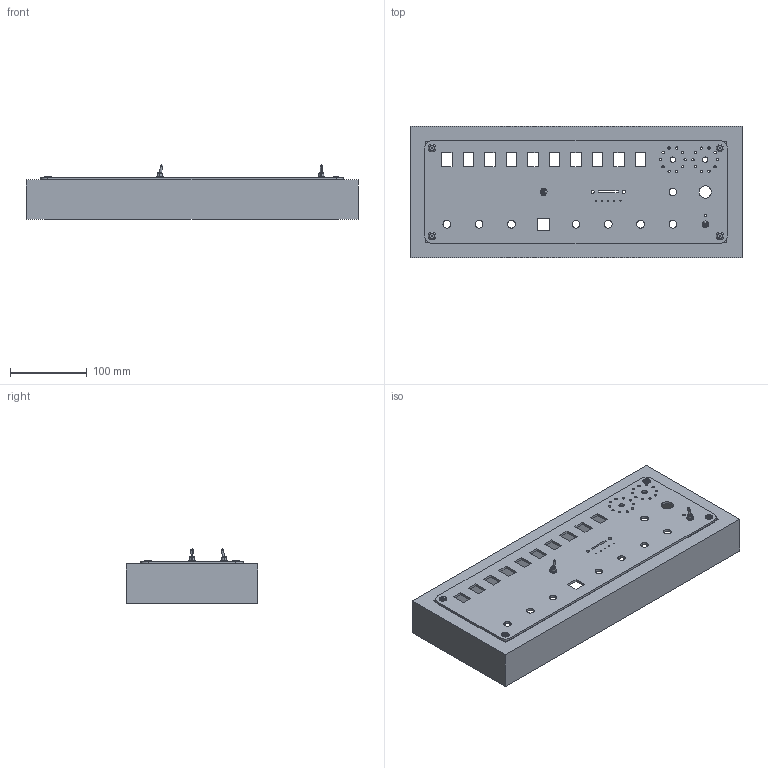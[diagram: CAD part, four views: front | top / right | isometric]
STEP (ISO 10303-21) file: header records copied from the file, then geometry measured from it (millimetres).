
FILE_DESCRIPTION (( 'STEP AP214' ), '1' );
FILE_NAME ('case.STEP', '2022-05-17T15:47:56', ( '' ), ( '' ), 'SwSTEP 2.0', 'SolidWorks 2020', '' );
FILE_SCHEMA (( 'AUTOMOTIVE_DESIGN' ));
Length unit declared in the file: millimetre
Products named in the file (9): ROTRotary.STEP; front_panel_v2_R2.STEP; Rotary.STEP; 5636ab.STEP; 98472A200_TYPE 18-8 STAINLESS STEEL COUNTERSUNK WASHER_98472A200.STEP; NC-1_V2.STEP; 92125A130_TYPE 18-8 SS FLAT-HEAD SOCKET CAP SCREW_92125A130.STEP; case; wood_frame.STEP
Assembly tree (15 placements, depth 5):
  case
    NC-1_V2.STEP
      Rotary.STEP  x2
        ROTRotary.STEP
          5636ab.STEP
      98472A200_TYPE 18-8 STAINLESS STEEL COUNTERSUNK WASHER_98472A200.STEP  x4
      92125A130_TYPE 18-8 SS FLAT-HEAD SOCKET CAP SCREW_92125A130.STEP  x4
      front_panel_v2_R2.STEP
      wood_frame.STEP
Bounding box: 431.8 x 171.45 x 70.36 mm (x, y, z)
Volume: 1581565 mm3; surface area: 279008.2 mm2
Topology: 12 solids, 12 shells, 1549 faces, 4470 edges, 2858 vertices
Faces by surface type: plane 673, cylinder 618, cone 152, bspline 82, torus 24
Entity records: 29485 total; most frequent: CARTESIAN_POINT 9777, ORIENTED_EDGE 4324, DIRECTION 3784, EDGE_CURVE 2162, VERTEX_POINT 1403, AXIS2_PLACEMENT_3D 1265, VECTOR 1254, LINE 1254
